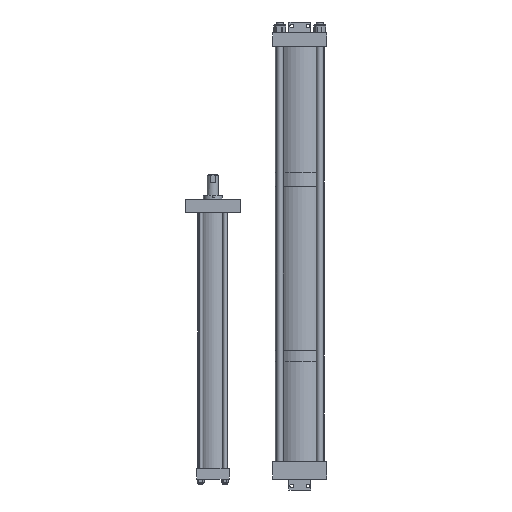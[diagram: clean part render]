
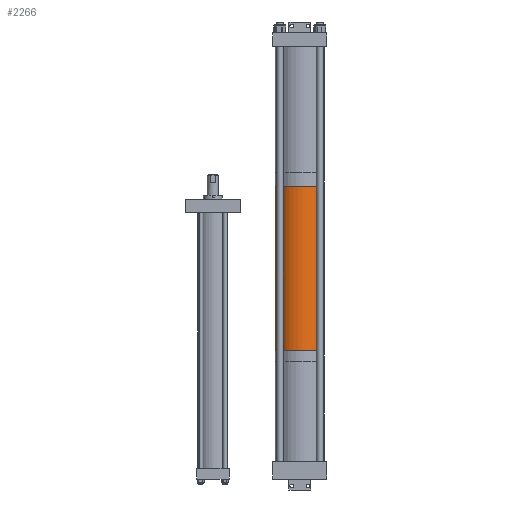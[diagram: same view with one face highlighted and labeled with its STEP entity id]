
A CAD part, front view. The second image highlights one B-rep face of the part: STEP entity #2266.
In plain terms, the highlighted cylindrical face has radius 57.15 mm (diameter 114.3 mm), a partial arc.
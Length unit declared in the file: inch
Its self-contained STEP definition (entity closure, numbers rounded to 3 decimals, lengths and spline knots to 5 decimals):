
#175 = ORIENTED_EDGE ( 'NONE', *, *, #376, .T. ) ;
#376 = EDGE_CURVE ( 'NONE', #1552, #12907, #830, .T. ) ;
#830 = LINE ( 'NONE', #5470, #2949 ) ;
#1170 = AXIS2_PLACEMENT_3D ( 'NONE', #1339, #9159, #4778 ) ;
#1339 = CARTESIAN_POINT ( 'NONE',  ( 0., 0., 15.125 ) ) ;
#1552 = VERTEX_POINT ( 'NONE', #2714 ) ;
#1936 = EDGE_CURVE ( 'NONE', #13432, #14154, #13265, .T. ) ;
#2134 = DIRECTION ( 'NONE',  ( -1., 0., 0. ) ) ;
#2266 = ADVANCED_FACE ( 'NONE', ( #4648 ), #10975, .T. ) ;
#2714 = CARTESIAN_POINT ( 'NONE',  ( -2.25, 0., 15.125 ) ) ;
#2949 = VECTOR ( 'NONE', #9866, 39.37008 ) ;
#3150 = CARTESIAN_POINT ( 'NONE',  ( 2.25, 0., 15.125 ) ) ;
#3785 = CARTESIAN_POINT ( 'NONE',  ( 2.25, 0., 0. ) ) ;
#4142 = VECTOR ( 'NONE', #6358, 39.37008 ) ;
#4360 = AXIS2_PLACEMENT_3D ( 'NONE', #6393, #5367, #6294 ) ;
#4514 = CIRCLE ( 'NONE', #4360, 2.25 ) ;
#4648 = FACE_OUTER_BOUND ( 'NONE', #13343, .T. ) ;
#4778 = DIRECTION ( 'NONE',  ( 1., 0., 0. ) ) ;
#5367 = DIRECTION ( 'NONE',  ( 0., 0., 1. ) ) ;
#5470 = CARTESIAN_POINT ( 'NONE',  ( -2.25, 0., 15.125 ) ) ;
#5659 = ORIENTED_EDGE ( 'NONE', *, *, #8044, .T. ) ;
#6294 = DIRECTION ( 'NONE',  ( 1., 0., 0. ) ) ;
#6358 = DIRECTION ( 'NONE',  ( 0., 0., -1. ) ) ;
#6393 = CARTESIAN_POINT ( 'NONE',  ( 0., 0., 0. ) ) ;
#6556 = DIRECTION ( 'NONE',  ( 0., 0., -1. ) ) ;
#7720 = CARTESIAN_POINT ( 'NONE',  ( -2.25, 0., 0. ) ) ;
#8044 = EDGE_CURVE ( 'NONE', #12907, #14154, #4514, .T. ) ;
#8623 = CIRCLE ( 'NONE', #1170, 2.25 ) ;
#9159 = DIRECTION ( 'NONE',  ( 0., 0., 1. ) ) ;
#9866 = DIRECTION ( 'NONE',  ( 0., 0., -1. ) ) ;
#10113 = EDGE_CURVE ( 'NONE', #1552, #13432, #8623, .T. ) ;
#10349 = ORIENTED_EDGE ( 'NONE', *, *, #10113, .F. ) ;
#10975 = CYLINDRICAL_SURFACE ( 'NONE', #12422, 2.25 ) ;
#11482 = ORIENTED_EDGE ( 'NONE', *, *, #1936, .F. ) ;
#12422 = AXIS2_PLACEMENT_3D ( 'NONE', #13287, #6556, #2134 ) ;
#12907 = VERTEX_POINT ( 'NONE', #7720 ) ;
#13265 = LINE ( 'NONE', #3150, #4142 ) ;
#13287 = CARTESIAN_POINT ( 'NONE',  ( 0., 0., 15.125 ) ) ;
#13343 = EDGE_LOOP ( 'NONE', ( #11482, #10349, #175, #5659 ) ) ;
#13432 = VERTEX_POINT ( 'NONE', #14151 ) ;
#14151 = CARTESIAN_POINT ( 'NONE',  ( 2.25, 0., 15.125 ) ) ;
#14154 = VERTEX_POINT ( 'NONE', #3785 ) ;
